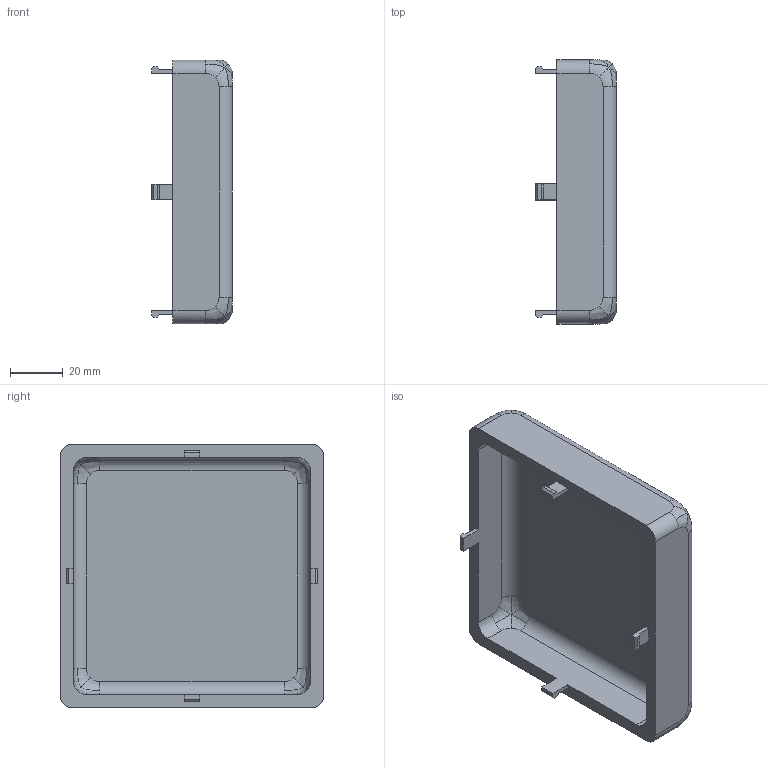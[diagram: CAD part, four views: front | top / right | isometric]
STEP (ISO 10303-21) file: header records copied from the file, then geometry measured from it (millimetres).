
FILE_DESCRIPTION(/* description */ (''),/* implementation_level */ '2;1');
FILE_NAME(/* name */ 'Schnappverschluss unten v2.step',/* time_stamp */ '2022-02-13T12:44:03+01:00',/* author */ (''),/* organization */ (''),/* preprocessor_version */ 'ST-DEVELOPER v18.1',/* originating_system */ 'Autodesk Translation Framework v10.13.0.1454',/* authorisation */ '');
FILE_SCHEMA (('AUTOMOTIVE_DESIGN { 1 0 10303 214 3 1 1 }'));
Length unit declared in the file: millimetre
Products named in the file (1): Schnappverschluss unten
Bounding box: 30.5 x 100 x 100 mm (x, y, z)
Volume: 83271.8 mm3; surface area: 33701.6 mm2
Topology: 1 solids, 1 shells, 103 faces, 276 edges, 176 vertices
Faces by surface type: bspline 48, plane 39, cylinder 16
Entity records: 4935 total; most frequent: CARTESIAN_POINT 2476, ORIENTED_EDGE 552, DIRECTION 444, EDGE_CURVE 276, VERTEX_POINT 176, AXIS2_PLACEMENT_3D 160, LINE 124, VECTOR 124
